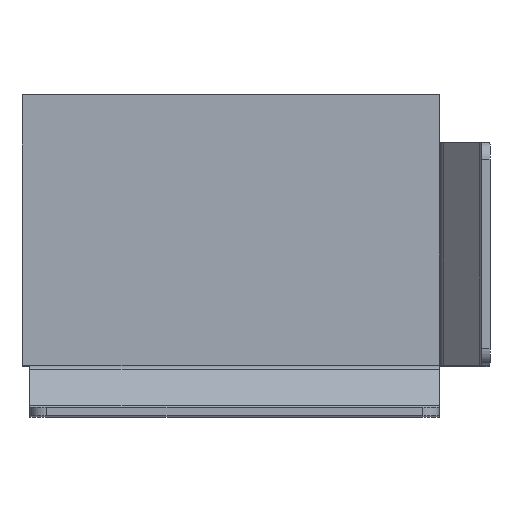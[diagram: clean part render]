
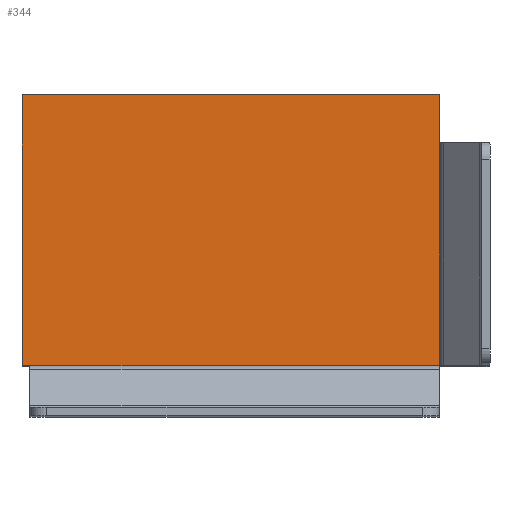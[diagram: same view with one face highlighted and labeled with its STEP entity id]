
A CAD part, top view. The second image highlights one B-rep face of the part: STEP entity #344.
In plain terms, the highlighted planar face has unit normal (0, 0, 1).
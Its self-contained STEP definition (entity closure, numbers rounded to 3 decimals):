
#23 = DIRECTION ( 'NONE',  ( 1., 0., 0. ) ) ;
#71 = DIRECTION ( 'NONE',  ( -1., 0., 0. ) ) ;
#117 = ORIENTED_EDGE ( 'NONE', *, *, #538, .T. ) ;
#180 = DIRECTION ( 'NONE',  ( 0., 1., 0. ) ) ;
#268 = LINE ( 'NONE', #297, #1061 ) ;
#270 = LINE ( 'NONE', #917, #2190 ) ;
#285 = CARTESIAN_POINT ( 'NONE',  ( -470.222, 0., 103.101 ) ) ;
#297 = CARTESIAN_POINT ( 'NONE',  ( -75.8, 0., 103.101 ) ) ;
#308 = DIRECTION ( 'NONE',  ( 0., 1., 0. ) ) ;
#311 = EDGE_CURVE ( 'NONE', #2326, #1739, #270, .T. ) ;
#344 = ADVANCED_FACE ( 'NONE', ( #2275 ), #728, .F. ) ;
#361 = CARTESIAN_POINT ( 'NONE',  ( 73., 0., 103.101 ) ) ;
#379 = VECTOR ( 'NONE', #180, 1000. ) ;
#409 = DIRECTION ( 'NONE',  ( 0., 1., 0. ) ) ;
#410 = EDGE_CURVE ( 'NONE', #1332, #2337, #1879, .T. ) ;
#495 = CARTESIAN_POINT ( 'NONE',  ( 73., 0., 103.101 ) ) ;
#513 = VECTOR ( 'NONE', #23, 1000. ) ;
#538 = EDGE_CURVE ( 'NONE', #1332, #1485, #820, .T. ) ;
#577 = EDGE_CURVE ( 'NONE', #2161, #2337, #2171, .T. ) ;
#579 = DIRECTION ( 'NONE',  ( -1., 0., 0. ) ) ;
#728 = PLANE ( 'NONE',  #2200 ) ;
#820 = LINE ( 'NONE', #1913, #379 ) ;
#883 = EDGE_LOOP ( 'NONE', ( #1723, #1133, #885, #117, #1274, #2005 ) ) ;
#885 = ORIENTED_EDGE ( 'NONE', *, *, #410, .F. ) ;
#887 = CARTESIAN_POINT ( 'NONE',  ( -470.222, 0., 103.101 ) ) ;
#917 = CARTESIAN_POINT ( 'NONE',  ( -470.222, 96.4, 103.101 ) ) ;
#1061 = VECTOR ( 'NONE', #308, 1000. ) ;
#1115 = CARTESIAN_POINT ( 'NONE',  ( 73., 0., 103.101 ) ) ;
#1133 = ORIENTED_EDGE ( 'NONE', *, *, #577, .T. ) ;
#1184 = CARTESIAN_POINT ( 'NONE',  ( -73., 0., 103.101 ) ) ;
#1220 = CARTESIAN_POINT ( 'NONE',  ( -75.8, 0., 103.101 ) ) ;
#1274 = ORIENTED_EDGE ( 'NONE', *, *, #2177, .T. ) ;
#1304 = LINE ( 'NONE', #1115, #1614 ) ;
#1332 = VERTEX_POINT ( 'NONE', #495 ) ;
#1339 = CARTESIAN_POINT ( 'NONE',  ( 73., 96.4, 103.101 ) ) ;
#1429 = VECTOR ( 'NONE', #579, 1000. ) ;
#1485 = VERTEX_POINT ( 'NONE', #2608 ) ;
#1614 = VECTOR ( 'NONE', #409, 1000. ) ;
#1624 = DIRECTION ( 'NONE',  ( 0., 0., -1. ) ) ;
#1664 = EDGE_CURVE ( 'NONE', #2161, #2326, #268, .T. ) ;
#1723 = ORIENTED_EDGE ( 'NONE', *, *, #1664, .F. ) ;
#1739 = VERTEX_POINT ( 'NONE', #1339 ) ;
#1827 = CARTESIAN_POINT ( 'NONE',  ( -75.8, 96.4, 103.101 ) ) ;
#1879 = LINE ( 'NONE', #361, #1429 ) ;
#1913 = CARTESIAN_POINT ( 'NONE',  ( 73., 0., 103.101 ) ) ;
#2005 = ORIENTED_EDGE ( 'NONE', *, *, #311, .F. ) ;
#2161 = VERTEX_POINT ( 'NONE', #1220 ) ;
#2171 = LINE ( 'NONE', #887, #513 ) ;
#2177 = EDGE_CURVE ( 'NONE', #1485, #1739, #1304, .T. ) ;
#2190 = VECTOR ( 'NONE', #2709, 1000. ) ;
#2200 = AXIS2_PLACEMENT_3D ( 'NONE', #285, #1624, #71 ) ;
#2275 = FACE_OUTER_BOUND ( 'NONE', #883, .T. ) ;
#2326 = VERTEX_POINT ( 'NONE', #1827 ) ;
#2337 = VERTEX_POINT ( 'NONE', #1184 ) ;
#2608 = CARTESIAN_POINT ( 'NONE',  ( 73., 79.4, 103.101 ) ) ;
#2709 = DIRECTION ( 'NONE',  ( 1., 0., 0. ) ) ;
